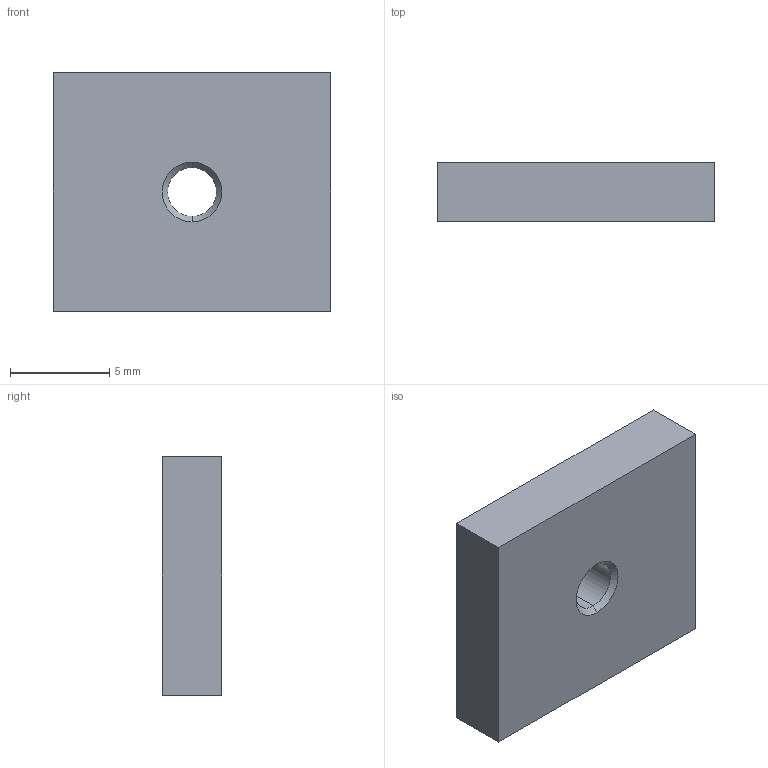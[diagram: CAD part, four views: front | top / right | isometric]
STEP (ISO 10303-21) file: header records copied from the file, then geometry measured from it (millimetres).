
FILE_DESCRIPTION (( 'STEP AP214' ), '1' );
FILE_NAME ('1.31.FM3.STEP', '2024-10-09T15:44:22', ( '' ), ( '' ), 'SwSTEP 2.0', 'SolidWorks 2024', '' );
FILE_SCHEMA (( 'AUTOMOTIVE_DESIGN' ));
Length unit declared in the file: millimetre
Products named in the file (1): 1.31.FM3
Bounding box: 14 x 3 x 12 mm (x, y, z)
Volume: 489.1 mm3; surface area: 503.4 mm2
Topology: 1 solids, 1 shells, 12 faces, 26 edges, 16 vertices
Faces by surface type: plane 6, cone 4, cylinder 2
Entity records: 353 total; most frequent: DIRECTION 60, CARTESIAN_POINT 55, ORIENTED_EDGE 52, EDGE_CURVE 26, AXIS2_PLACEMENT_3D 21, VECTOR 18, LINE 18, VERTEX_POINT 16
